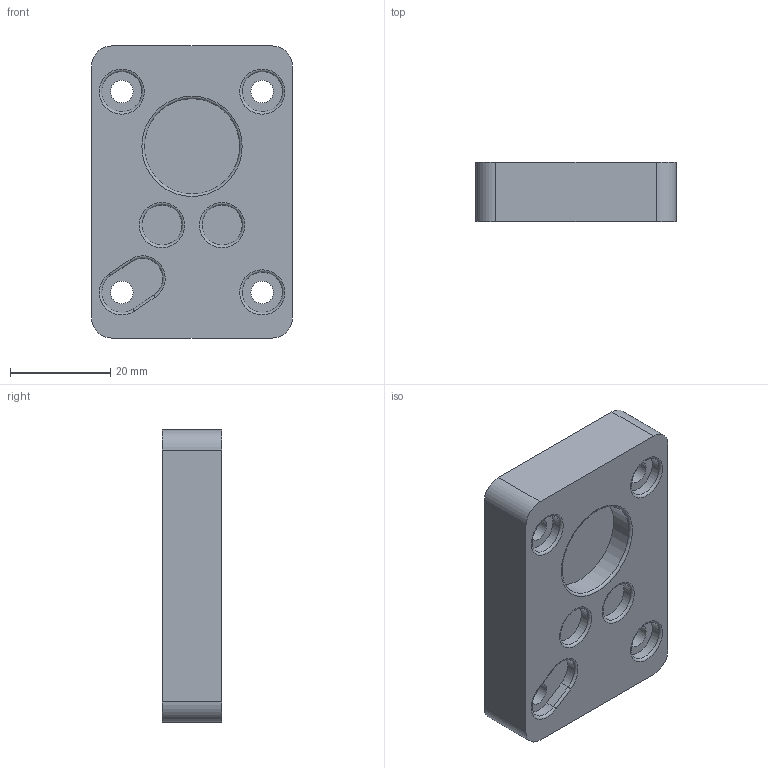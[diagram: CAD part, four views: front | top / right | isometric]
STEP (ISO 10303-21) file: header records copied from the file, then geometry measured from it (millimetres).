
FILE_DESCRIPTION(/* description */ (''),/* implementation_level */ '2;1');
FILE_NAME(/* name */ 'gear mounting.step',/* time_stamp */ '2021-07-08T08:37:04+02:00',/* author */ (''),/* organization */ (''),/* preprocessor_version */ 'ST-DEVELOPER v18.1',/* originating_system */ 'Autodesk Translation Framework v10.9.0.1377',/* authorisation */ '');
FILE_SCHEMA (('AUTOMOTIVE_DESIGN { 1 0 10303 214 3 1 1 }'));
Length unit declared in the file: millimetre
Products named in the file (1): gear mounting
Bounding box: 40 x 11.8 x 58.2 mm (x, y, z)
Volume: 24517.5 mm3; surface area: 7895.2 mm2
Topology: 1 solids, 1 shells, 41 faces, 92 edges, 60 vertices
Faces by surface type: cylinder 18, plane 15, torus 8
Full cylindrical faces by diameter (mm): 4.5 x4, 8 x5, 19 x1
Entity records: 1219 total; most frequent: DIRECTION 232, CARTESIAN_POINT 194, ORIENTED_EDGE 184, AXIS2_PLACEMENT_3D 98, EDGE_CURVE 92, VERTEX_POINT 60, EDGE_LOOP 56, CIRCLE 56
